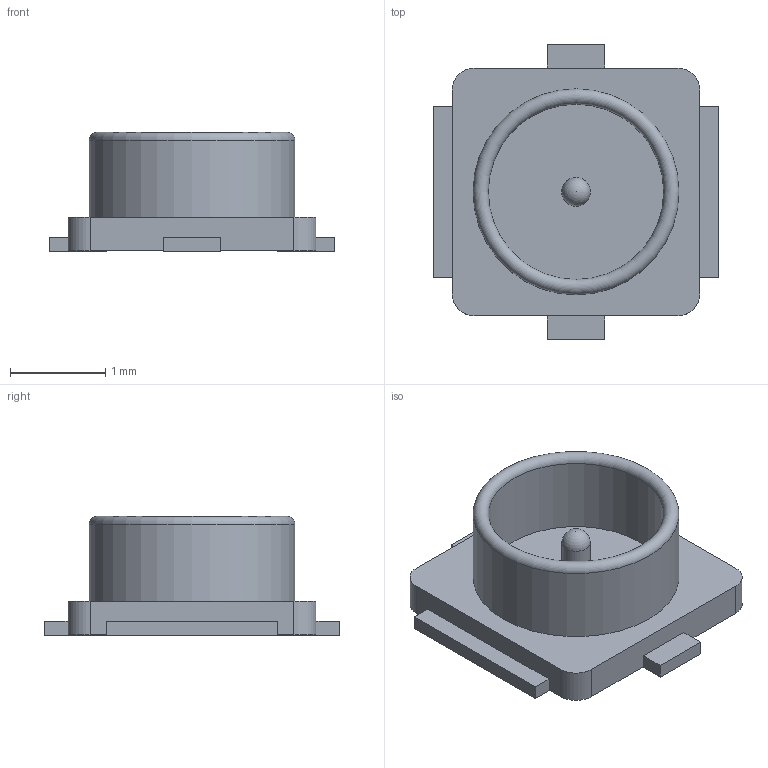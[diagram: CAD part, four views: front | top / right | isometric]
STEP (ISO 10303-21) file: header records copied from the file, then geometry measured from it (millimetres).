
FILE_DESCRIPTION(('FreeCAD Model'),'2;1');
FILE_NAME('UMC_SMD.step', '2015-08-31T14:04:28',('Author'),(''), 'Open CASCADE STEP processor 6.7','FreeCAD','Unknown');
FILE_SCHEMA(('AUTOMOTIVE_DESIGN_CC2 { 1 2 10303 214 -1 1 5 4 }'));
Length unit declared in the file: millimetre
Products named in the file (1): Fusion
Bounding box: 3 x 3.1 x 1.25 mm (x, y, z)
Volume: 3.4 mm3; surface area: 30.6 mm2
Topology: 1 solids, 1 shells, 40 faces, 108 edges, 71 vertices
Faces by surface type: plane 31, cylinder 7, torus 1, sphere 1
Full cylindrical faces by diameter (mm): 0.3 x1, 1.84 x1, 2.16 x1
Entity records: 2881 total; most frequent: CARTESIAN_POINT 493, DIRECTION 369, LINE 246, VECTOR 246, ORIENTED_EDGE 214, PCURVE 214, DEFINITIONAL_REPRESENTATION 214, EDGE_CURVE 107
